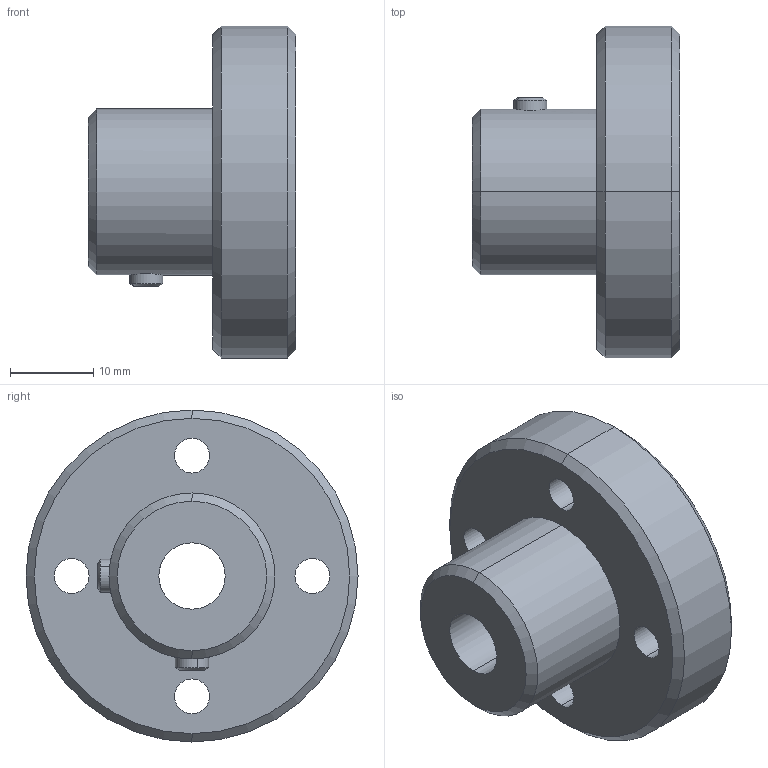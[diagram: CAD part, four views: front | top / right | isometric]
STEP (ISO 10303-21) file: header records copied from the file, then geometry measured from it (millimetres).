
FILE_DESCRIPTION (( 'STEP AP214' ), '1' );
FILE_NAME ('A227 Ðó÷êà õîäîâîãî âèíòà, O îòâåðñòèÿ 8 ìì.STEP', '2020-10-07T12:52:53', ( 'Windows User' ), ( '' ), 'SwSTEP 2.0', 'SolidWorks 2020', '' );
FILE_SCHEMA (( 'AUTOMOTIVE_DESIGN' ));
Length unit declared in the file: millimetre
Products named in the file (3): A227 Ðó÷êà õîäîâîãî âèíòà, O îòâåðñòèÿ 8 ìì_Žá­®¢ ; S54 Âèíò óñòàíîâî÷íûé DIN 916 Ì4 õ 4_M4(4); A227 Ðó÷êà õîäîâîãî âèíòà, O îòâåðñòèÿ 8 ìì
Assembly tree (3 placements, depth 2):
  A227 Ðó÷êà õîäîâîãî âèíòà, O îòâåðñòèÿ 8 ìì
    A227 Ðó÷êà õîäîâîãî âèíòà, O îòâåðñòèÿ 8 ìì_Žá­®¢ 
    S54 Âèíò óñòàíîâî÷íûé DIN 916 Ì4 õ 4_M4(4)  x2
Bounding box: 25 x 40 x 40 mm (x, y, z)
Volume: 15260.6 mm3; surface area: 5682.2 mm2
Topology: 3 solids, 3 shells, 85 faces, 196 edges, 114 vertices
Faces by surface type: cylinder 34, cone 32, plane 19
Entity records: 2276 total; most frequent: CARTESIAN_POINT 552, DIRECTION 322, ORIENTED_EDGE 292, EDGE_CURVE 146, AXIS2_PLACEMENT_3D 125, VERTEX_POINT 87, EDGE_LOOP 77, LINE 72
